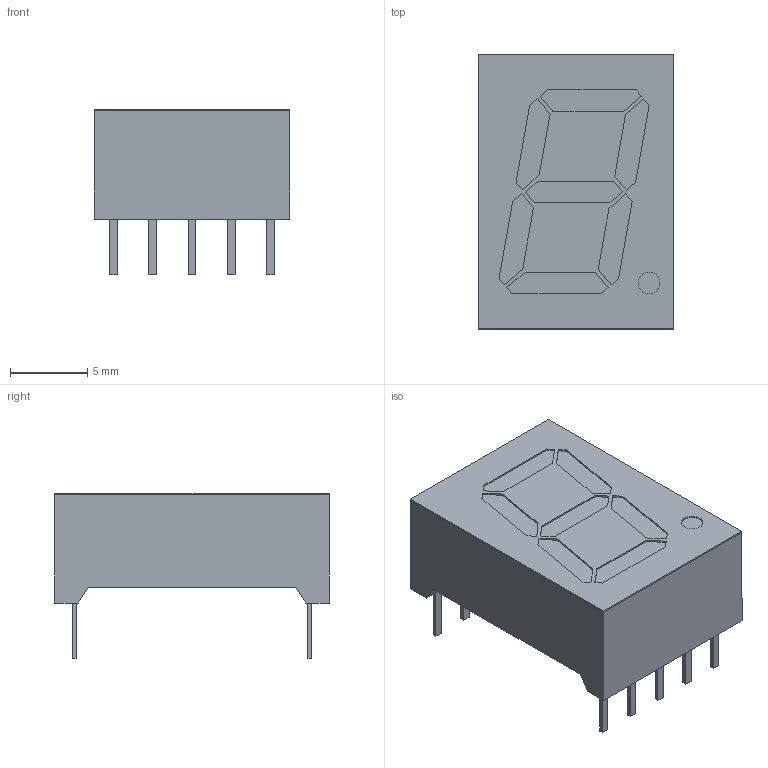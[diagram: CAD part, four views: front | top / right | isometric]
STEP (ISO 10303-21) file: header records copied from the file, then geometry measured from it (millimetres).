
FILE_DESCRIPTION((''),'2;1');
FILE_NAME('DS_KINGBRIGHT_SA52-11SRWA.stp','2009-03-10T09:15:42',(''),(''),'Mechanical Desktop 2006','Mechanical Desktop 2006',', , ');
FILE_SCHEMA(('AUTOMOTIVE_DESIGN { 1 2 10303 214 0 1 1 1 }'));
Length unit declared in the file: millimetre
Products named in the file (1): Product
Bounding box: 12.65 x 17.75 x 10.7 mm (x, y, z)
Volume: 1414.9 mm3; surface area: 1481 mm2
Topology: 20 solids, 20 shells, 232 faces, 552 edges, 368 vertices
Faces by surface type: plane 226, cylinder 6
Entity records: 6647 total; most frequent: CARTESIAN_POINT 1153, ORIENTED_EDGE 1104, DIRECTION 1030, EDGE_CURVE 552, VECTOR 540, LINE 540, VERTEX_POINT 368, EDGE_LOOP 256
